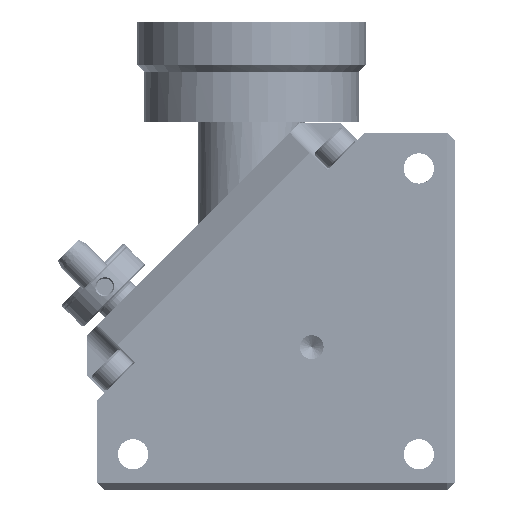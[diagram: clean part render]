
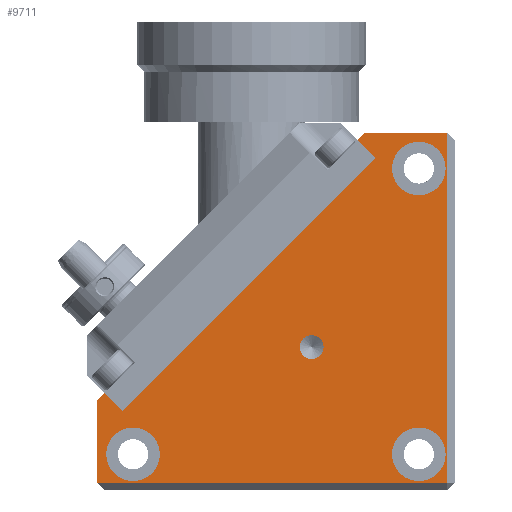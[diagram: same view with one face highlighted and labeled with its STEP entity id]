
A CAD part, front view. The second image highlights one B-rep face of the part: STEP entity #9711.
In plain terms, the highlighted face is planar.
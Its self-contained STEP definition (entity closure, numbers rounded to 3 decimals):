
#260=FACE_BOUND('',#1607,.T.);
#261=FACE_BOUND('',#1608,.T.);
#262=FACE_BOUND('',#1609,.T.);
#263=FACE_BOUND('',#1610,.T.);
#458=PLANE('',#10644);
#982=FACE_OUTER_BOUND('',#1606,.T.);
#1606=EDGE_LOOP('',(#7991,#7992,#7993,#7994,#7995,#7996,#7997,#7998,#7999));
#1607=EDGE_LOOP('',(#8000));
#1608=EDGE_LOOP('',(#8001));
#1609=EDGE_LOOP('',(#8002));
#1610=EDGE_LOOP('',(#8003));
#2142=CIRCLE('',#10583,1.666);
#2167=CIRCLE('',#10645,3.75);
#2168=CIRCLE('',#10646,3.75);
#2169=CIRCLE('',#10647,3.75);
#3001=LINE('',#20724,#3683);
#3017=LINE('',#20752,#3699);
#3018=LINE('',#20755,#3700);
#3021=LINE('',#20761,#3703);
#3022=LINE('',#20763,#3704);
#3023=LINE('',#20765,#3705);
#3024=LINE('',#20767,#3706);
#3025=LINE('',#20769,#3707);
#3026=LINE('',#20770,#3708);
#3683=VECTOR('',#12671,10.);
#3699=VECTOR('',#12699,10.);
#3700=VECTOR('',#12702,10.);
#3703=VECTOR('',#12707,10.);
#3704=VECTOR('',#12708,10.);
#3705=VECTOR('',#12709,10.);
#3706=VECTOR('',#12710,10.);
#3707=VECTOR('',#12711,10.);
#3708=VECTOR('',#12712,10.);
#4451=VERTEX_POINT('',#20568);
#4501=VERTEX_POINT('',#20710);
#4502=VERTEX_POINT('',#20714);
#4506=VERTEX_POINT('',#20723);
#4513=VERTEX_POINT('',#20754);
#4515=VERTEX_POINT('',#20760);
#4516=VERTEX_POINT('',#20762);
#4517=VERTEX_POINT('',#20764);
#4518=VERTEX_POINT('',#20766);
#4519=VERTEX_POINT('',#20768);
#4520=VERTEX_POINT('',#20771);
#4521=VERTEX_POINT('',#20773);
#4522=VERTEX_POINT('',#20775);
#5652=EDGE_CURVE('',#4451,#4451,#2142,.T.);
#5723=EDGE_CURVE('',#4506,#4501,#3001,.T.);
#5739=EDGE_CURVE('',#4501,#4502,#3017,.T.);
#5740=EDGE_CURVE('',#4502,#4513,#3018,.T.);
#5743=EDGE_CURVE('',#4515,#4506,#3021,.T.);
#5744=EDGE_CURVE('',#4515,#4516,#3022,.T.);
#5745=EDGE_CURVE('',#4516,#4517,#3023,.T.);
#5746=EDGE_CURVE('',#4518,#4517,#3024,.T.);
#5747=EDGE_CURVE('',#4518,#4519,#3025,.T.);
#5748=EDGE_CURVE('',#4519,#4513,#3026,.T.);
#5749=EDGE_CURVE('',#4520,#4520,#2167,.T.);
#5750=EDGE_CURVE('',#4521,#4521,#2168,.T.);
#5751=EDGE_CURVE('',#4522,#4522,#2169,.T.);
#7991=ORIENTED_EDGE('',*,*,#5739,.F.);
#7992=ORIENTED_EDGE('',*,*,#5723,.F.);
#7993=ORIENTED_EDGE('',*,*,#5743,.F.);
#7994=ORIENTED_EDGE('',*,*,#5744,.T.);
#7995=ORIENTED_EDGE('',*,*,#5745,.T.);
#7996=ORIENTED_EDGE('',*,*,#5746,.F.);
#7997=ORIENTED_EDGE('',*,*,#5747,.T.);
#7998=ORIENTED_EDGE('',*,*,#5748,.T.);
#7999=ORIENTED_EDGE('',*,*,#5740,.F.);
#8000=ORIENTED_EDGE('',*,*,#5652,.T.);
#8001=ORIENTED_EDGE('',*,*,#5749,.T.);
#8002=ORIENTED_EDGE('',*,*,#5750,.T.);
#8003=ORIENTED_EDGE('',*,*,#5751,.T.);
#9711=ADVANCED_FACE('',(#982,#260,#261,#262,#263),#458,.F.);
#10583=AXIS2_PLACEMENT_3D('',#20569,#12517,#12518);
#10644=AXIS2_PLACEMENT_3D('',#20759,#12705,#12706);
#10645=AXIS2_PLACEMENT_3D('',#20772,#12713,#12714);
#10646=AXIS2_PLACEMENT_3D('',#20774,#12715,#12716);
#10647=AXIS2_PLACEMENT_3D('',#20776,#12717,#12718);
#12517=DIRECTION('center_axis',(0.707,0.,
0.707));
#12518=DIRECTION('ref_axis',(0.5,0.707,-0.5));
#12671=DIRECTION('',(0.5,0.707,-0.5));
#12699=DIRECTION('',(-0.5,0.707,0.5));
#12702=DIRECTION('',(-0.5,-0.707,0.5));
#12705=DIRECTION('center_axis',(0.707,0.,
0.707));
#12706=DIRECTION('ref_axis',(0.5,-0.707,-0.5));
#12707=DIRECTION('',(0.5,-0.707,-0.5));
#12708=DIRECTION('',(0.,1.,0.));
#12709=DIRECTION('',(0.707,0.,-0.707));
#12710=DIRECTION('',(0.,-1.,0.));
#12711=DIRECTION('',(-0.707,0.,0.707));
#12712=DIRECTION('',(0.,1.,0.));
#12713=DIRECTION('center_axis',(0.707,0.,
0.707));
#12714=DIRECTION('ref_axis',(0.5,-0.707,-0.5));
#12715=DIRECTION('center_axis',(0.707,0.,
0.707));
#12716=DIRECTION('ref_axis',(0.5,-0.707,-0.5));
#12717=DIRECTION('center_axis',(0.707,0.,
0.707));
#12718=DIRECTION('ref_axis',(0.5,-0.707,-0.5));
#20568=CARTESIAN_POINT('',(14.459,23.822,-49.815));
#20569=CARTESIAN_POINT('Origin',(15.292,25.,-50.648));
#20710=CARTESIAN_POINT('',(34.292,25.,-69.648));
#20714=CARTESIAN_POINT('',(9.792,59.648,-45.148));
#20723=CARTESIAN_POINT('',(9.792,-9.648,-45.148));
#20724=CARTESIAN_POINT('',(16.042,-0.809,-51.398));
#20752=CARTESIAN_POINT('',(28.542,33.132,-63.898));
#20754=CARTESIAN_POINT('',(4.031,51.5,-39.386));
#20755=CARTESIAN_POINT('',(10.292,60.355,-45.648));
#20759=CARTESIAN_POINT('Origin',(10.292,25.,-45.648));
#20760=CARTESIAN_POINT('',(4.031,-1.5,-39.386));
#20761=CARTESIAN_POINT('',(-14.708,25.,-20.648));
#20762=CARTESIAN_POINT('',(4.031,0.,-39.386));
#20763=CARTESIAN_POINT('',(4.031,12.5,-39.386));
#20764=CARTESIAN_POINT('',(6.505,0.,-41.861));
#20765=CARTESIAN_POINT('',(9.459,0.,-44.815));
#20766=CARTESIAN_POINT('',(6.505,50.,-41.861));
#20767=CARTESIAN_POINT('',(6.505,37.5,-41.861));
#20768=CARTESIAN_POINT('',(4.031,50.,-39.386));
#20769=CARTESIAN_POINT('',(7.161,50.,-42.517));
#20770=CARTESIAN_POINT('',(4.031,38.25,-39.386));
#20771=CARTESIAN_POINT('',(8.417,-0.633,-43.773));
#20772=CARTESIAN_POINT('Origin',(10.292,-3.284,-45.648));
#20773=CARTESIAN_POINT('',(28.417,27.652,-63.773));
#20774=CARTESIAN_POINT('Origin',(30.292,25.,-65.648));
#20775=CARTESIAN_POINT('',(8.417,55.936,-43.773));
#20776=CARTESIAN_POINT('Origin',(10.292,53.284,-45.648));
